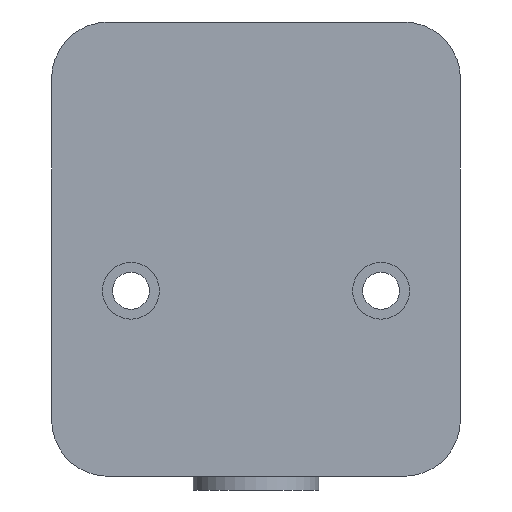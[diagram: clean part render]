
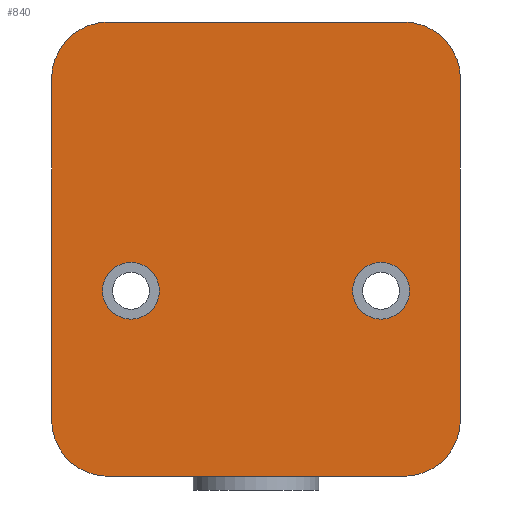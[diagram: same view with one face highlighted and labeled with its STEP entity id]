
A CAD part, front view. The second image highlights one B-rep face of the part: STEP entity #840.
In plain terms, the highlighted planar face has unit normal (0, -1, 0).
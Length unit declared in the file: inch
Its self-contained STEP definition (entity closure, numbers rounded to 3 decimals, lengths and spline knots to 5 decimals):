
#17=FACE_BOUND('',#183,.T.);
#18=FACE_BOUND('',#184,.T.);
#37=CIRCLE('',#895,0.09843);
#40=CIRCLE('',#900,0.09843);
#41=CIRCLE('',#901,0.09843);
#42=CIRCLE('',#902,0.09843);
#43=CIRCLE('',#903,0.0492);
#44=CIRCLE('',#904,0.0492);
#130=FACE_OUTER_BOUND('',#182,.T.);
#182=EDGE_LOOP('',(#616,#617,#618,#619,#620,#621,#622,#623));
#183=EDGE_LOOP('',(#624));
#184=EDGE_LOOP('',(#625));
#258=LINE('',#1285,#332);
#261=LINE('',#1293,#335);
#262=LINE('',#1297,#336);
#263=LINE('',#1301,#337);
#332=VECTOR('',#1029,0.3937);
#335=VECTOR('',#1036,0.3937);
#336=VECTOR('',#1039,0.3937);
#337=VECTOR('',#1042,0.3937);
#400=VERTEX_POINT('',#1275);
#401=VERTEX_POINT('',#1276);
#404=VERTEX_POINT('',#1284);
#407=VERTEX_POINT('',#1292);
#408=VERTEX_POINT('',#1294);
#409=VERTEX_POINT('',#1296);
#410=VERTEX_POINT('',#1298);
#411=VERTEX_POINT('',#1300);
#412=VERTEX_POINT('',#1303);
#413=VERTEX_POINT('',#1305);
#483=EDGE_CURVE('',#400,#401,#37,.T.);
#487=EDGE_CURVE('',#404,#401,#258,.T.);
#491=EDGE_CURVE('',#400,#407,#261,.F.);
#492=EDGE_CURVE('',#408,#407,#40,.T.);
#493=EDGE_CURVE('',#408,#409,#262,.T.);
#494=EDGE_CURVE('',#410,#409,#41,.T.);
#495=EDGE_CURVE('',#410,#411,#263,.F.);
#496=EDGE_CURVE('',#404,#411,#42,.T.);
#497=EDGE_CURVE('',#412,#412,#43,.F.);
#498=EDGE_CURVE('',#413,#413,#44,.F.);
#616=ORIENTED_EDGE('',*,*,#483,.F.);
#617=ORIENTED_EDGE('',*,*,#491,.T.);
#618=ORIENTED_EDGE('',*,*,#492,.F.);
#619=ORIENTED_EDGE('',*,*,#493,.T.);
#620=ORIENTED_EDGE('',*,*,#494,.F.);
#621=ORIENTED_EDGE('',*,*,#495,.T.);
#622=ORIENTED_EDGE('',*,*,#496,.F.);
#623=ORIENTED_EDGE('',*,*,#487,.T.);
#624=ORIENTED_EDGE('',*,*,#497,.T.);
#625=ORIENTED_EDGE('',*,*,#498,.T.);
#807=PLANE('',#899);
#840=ADVANCED_FACE('',(#130,#17,#18),#807,.T.);
#895=AXIS2_PLACEMENT_3D('',#1277,#1021,#1022);
#899=AXIS2_PLACEMENT_3D('',#1291,#1034,#1035);
#900=AXIS2_PLACEMENT_3D('',#1295,#1037,#1038);
#901=AXIS2_PLACEMENT_3D('',#1299,#1040,#1041);
#902=AXIS2_PLACEMENT_3D('',#1302,#1043,#1044);
#903=AXIS2_PLACEMENT_3D('',#1304,#1045,#1046);
#904=AXIS2_PLACEMENT_3D('',#1306,#1047,#1048);
#1021=DIRECTION('center_axis',(0.,1.,0.));
#1022=DIRECTION('ref_axis',(-0.707,0.,0.707));
#1029=DIRECTION('',(-1.,0.,0.));
#1034=DIRECTION('center_axis',(0.,-1.,0.));
#1035=DIRECTION('ref_axis',(1.,0.,0.));
#1036=DIRECTION('',(0.,0.,1.));
#1037=DIRECTION('center_axis',(0.,1.,0.));
#1038=DIRECTION('ref_axis',(-0.707,0.,-0.707));
#1039=DIRECTION('',(1.,0.,0.));
#1040=DIRECTION('center_axis',(0.,1.,0.));
#1041=DIRECTION('ref_axis',(0.707,0.,-0.707));
#1042=DIRECTION('',(0.,0.,-1.));
#1043=DIRECTION('center_axis',(0.,1.,0.));
#1044=DIRECTION('ref_axis',(0.707,0.,0.707));
#1045=DIRECTION('center_axis',(0.,-1.,0.));
#1046=DIRECTION('ref_axis',(1.,0.,0.));
#1047=DIRECTION('center_axis',(0.,-1.,0.));
#1048=DIRECTION('ref_axis',(1.,0.,0.));
#1275=CARTESIAN_POINT('',(-0.35433,-0.30395,0.31037));
#1276=CARTESIAN_POINT('',(-0.25591,-0.30395,0.4088));
#1277=CARTESIAN_POINT('Origin',(-0.25591,-0.30395,0.31037));
#1284=CARTESIAN_POINT('',(0.25591,-0.30395,0.4088));
#1285=CARTESIAN_POINT('',(0.24606,-0.30395,0.4088));
#1291=CARTESIAN_POINT('Origin',(0.,-0.30395,0.06431));
#1292=CARTESIAN_POINT('',(-0.35433,-0.30395,-0.28018));
#1293=CARTESIAN_POINT('',(-0.35433,-0.30395,-0.13254));
#1294=CARTESIAN_POINT('',(-0.25591,-0.30395,-0.3786));
#1295=CARTESIAN_POINT('Origin',(-0.25591,-0.30395,-0.28018));
#1296=CARTESIAN_POINT('',(0.25591,-0.30395,-0.3786));
#1297=CARTESIAN_POINT('',(-0.24606,-0.30395,-0.3786));
#1298=CARTESIAN_POINT('',(0.35433,-0.30395,-0.28018));
#1299=CARTESIAN_POINT('Origin',(0.25591,-0.30395,-0.28018));
#1300=CARTESIAN_POINT('',(0.35433,-0.30395,0.31037));
#1301=CARTESIAN_POINT('',(0.35433,-0.30395,0.10368));
#1302=CARTESIAN_POINT('Origin',(0.25591,-0.30395,0.31037));
#1303=CARTESIAN_POINT('',(-0.26589,-0.30395,-0.05702));
#1304=CARTESIAN_POINT('Origin',(-0.21669,-0.30395,-0.05702));
#1305=CARTESIAN_POINT('',(0.16749,-0.30395,-0.05702));
#1306=CARTESIAN_POINT('Origin',(0.21669,-0.30395,-0.05702));
